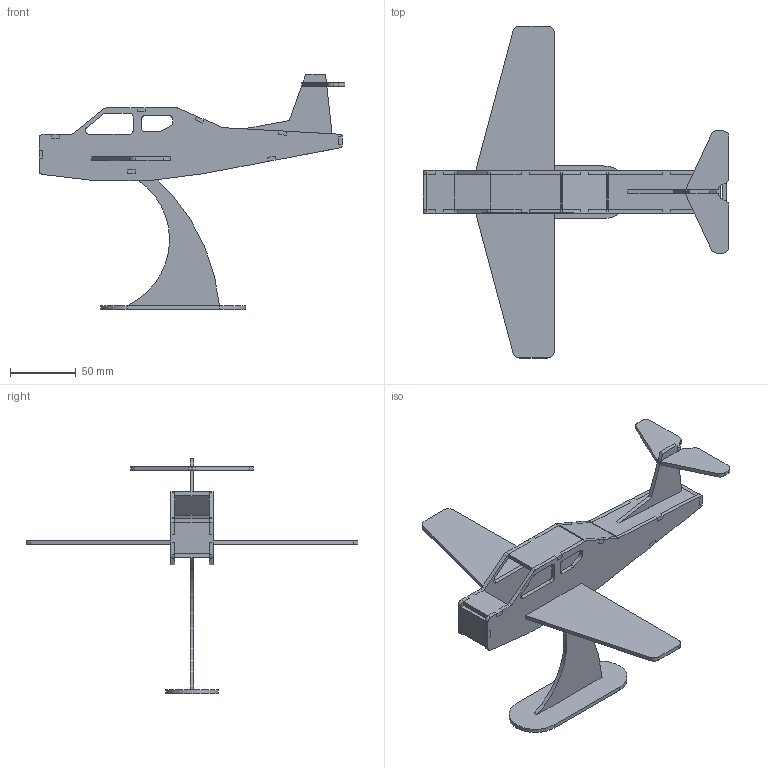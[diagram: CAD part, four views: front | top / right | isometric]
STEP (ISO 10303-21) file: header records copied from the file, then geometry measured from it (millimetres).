
FILE_DESCRIPTION(/* description */ ('STEP AP242','CAx-IF Rec.Pracs.---Representation and Presentation of Product Manufacturing Information (PMI)---4.0---2014-10-13','CAx-IF Rec.Pracs.---3D Tessellated Geometry---0.4---2014-09-14','2;1'),/* implementation_level */ '2;1');
FILE_NAME(/* name */ '66bd648a268c9927061ead3d',/* time_stamp */ '2024-08-15T02:14:34Z',/* author */ (''),/* organization */ (''),/* preprocessor_version */ 'ST-DEVELOPER v20',/* originating_system */ ' ',/* authorisation */ ' ');
FILE_SCHEMA (('AP242_MANAGED_MODEL_BASED_3D_ENGINEERING_MIM_LF { 1 0 10303 442 1 1 4 }'));
Length unit declared in the file: metre
Products named in the file (16): Part 16; Part 1; Part 2; Part 3; Part 4; Part 5; Part 6; Part 7; Part 8; Part 9; Part 10; Part 11; Part 12; Part 13; Part 14; Part 15
Bounding box: 232.21 x 252 x 178.42 mm (x, y, z)
Volume: 140736.1 mm3; surface area: 107909 mm2
Topology: 16 solids, 16 shells, 349 faces, 951 edges, 634 vertices
Faces by surface type: plane 295, cylinder 54
Entity records: 11341 total; most frequent: CARTESIAN_POINT 1950, ORIENTED_EDGE 1902, DIRECTION 1789, EDGE_CURVE 951, LINE 843, VECTOR 843, VERTEX_POINT 634, AXIS2_PLACEMENT_3D 473
